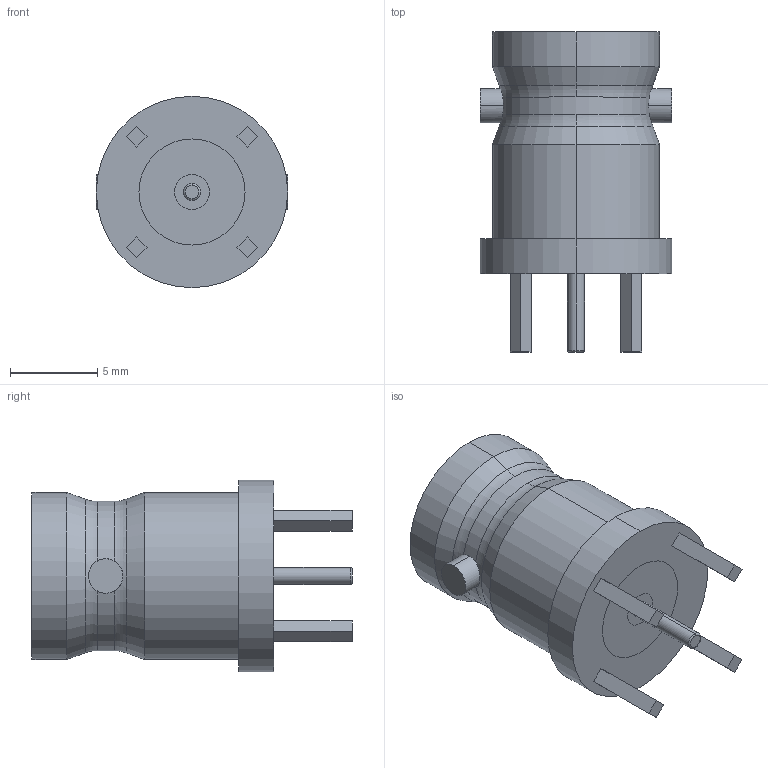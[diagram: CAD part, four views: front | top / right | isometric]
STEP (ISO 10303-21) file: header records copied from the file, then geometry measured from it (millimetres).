
FILE_DESCRIPTION (( 'STEP AP214' ), '1' );
FILE_NAME ('CONBNC001.STEP', '2023-01-13T16:44:16', ( '' ), ( '' ), 'SwSTEP 2.0', 'SolidWorks 2021', '' );
FILE_SCHEMA (( 'AUTOMOTIVE_DESIGN' ));
Length unit declared in the file: millimetre
Products named in the file (1): CONBNC001
Bounding box: 11 x 18.4 x 11 mm (x, y, z)
Volume: 650.3 mm3; surface area: 1448.6 mm2
Topology: 4 solids, 4 shells, 95 faces, 225 edges, 146 vertices
Faces by surface type: plane 46, cylinder 35, cone 8, torus 6
Entity records: 2888 total; most frequent: CARTESIAN_POINT 567, DIRECTION 489, ORIENTED_EDGE 450, EDGE_CURVE 225, AXIS2_PLACEMENT_3D 188, VERTEX_POINT 146, LINE 113, VECTOR 113
